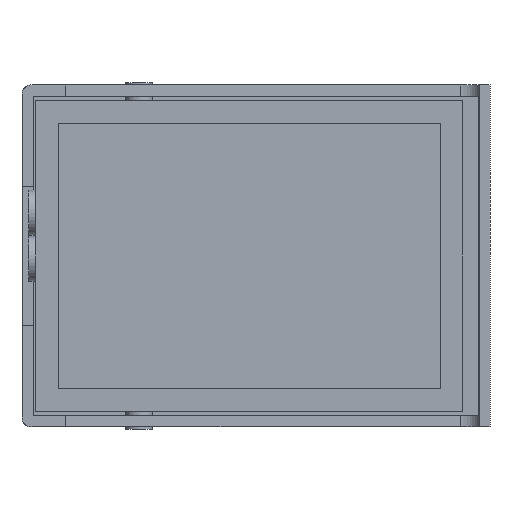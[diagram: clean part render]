
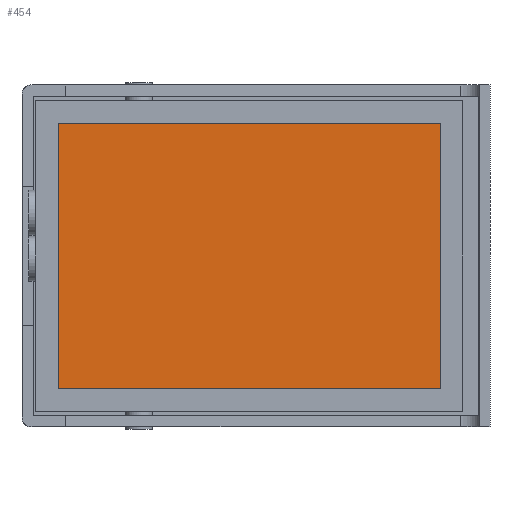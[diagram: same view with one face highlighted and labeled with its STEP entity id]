
A CAD part, front view. The second image highlights one B-rep face of the part: STEP entity #454.
In plain terms, the highlighted planar face has unit normal (0, -1, 0).
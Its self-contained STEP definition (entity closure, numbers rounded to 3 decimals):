
#454 = ADVANCED_FACE( '', ( #1023 ), #1024, .F. );
#1023 = FACE_OUTER_BOUND( '', #1746, .T. );
#1024 = PLANE( '', #1747 );
#1746 = EDGE_LOOP( '', ( #2858, #2859, #2860, #2861 ) );
#1747 = AXIS2_PLACEMENT_3D( '', #2862, #2863, #2864 );
#2858 = ORIENTED_EDGE( '', *, *, #4498, .F. );
#2859 = ORIENTED_EDGE( '', *, *, #4658, .F. );
#2860 = ORIENTED_EDGE( '', *, *, #4659, .F. );
#2861 = ORIENTED_EDGE( '', *, *, #4583, .F. );
#2862 = CARTESIAN_POINT( '', ( 0., 0., 0. ) );
#2863 = DIRECTION( '', ( 0., 1., 0. ) );
#2864 = DIRECTION( '', ( 0., 0., 1. ) );
#4498 = EDGE_CURVE( '', #5439, #5440, #5441, .T. );
#4583 = EDGE_CURVE( '', #5440, #5583, #5584, .T. );
#4658 = EDGE_CURVE( '', #5697, #5439, #5698, .T. );
#4659 = EDGE_CURVE( '', #5583, #5697, #5699, .T. );
#5439 = VERTEX_POINT( '', #6756 );
#5440 = VERTEX_POINT( '', #6757 );
#5441 = LINE( '', #6758, #6759 );
#5583 = VERTEX_POINT( '', #6951 );
#5584 = LINE( '', #6952, #6953 );
#5697 = VERTEX_POINT( '', #7104 );
#5698 = LINE( '', #7105, #7106 );
#5699 = LINE( '', #7107, #7108 );
#6756 = CARTESIAN_POINT( '', ( 5., 0., -29.5 ) );
#6757 = CARTESIAN_POINT( '', ( 5., 0., 29.5 ) );
#6758 = CARTESIAN_POINT( '', ( 5., 0., -29.5 ) );
#6759 = VECTOR( '', #8183, 1000. );
#6951 = CARTESIAN_POINT( '', ( 90., 0., 29.5 ) );
#6952 = CARTESIAN_POINT( '', ( 5., 0., 29.5 ) );
#6953 = VECTOR( '', #8286, 1000. );
#7104 = CARTESIAN_POINT( '', ( 90., 0., -29.5 ) );
#7105 = CARTESIAN_POINT( '', ( 90., 0., -29.5 ) );
#7106 = VECTOR( '', #8379, 1000. );
#7107 = CARTESIAN_POINT( '', ( 90., 0., 29.5 ) );
#7108 = VECTOR( '', #8380, 1000. );
#8183 = DIRECTION( '', ( 0., 0., 1. ) );
#8286 = DIRECTION( '', ( 1., 0., 0. ) );
#8379 = DIRECTION( '', ( -1., 0., 0. ) );
#8380 = DIRECTION( '', ( 0., 0., -1. ) );
